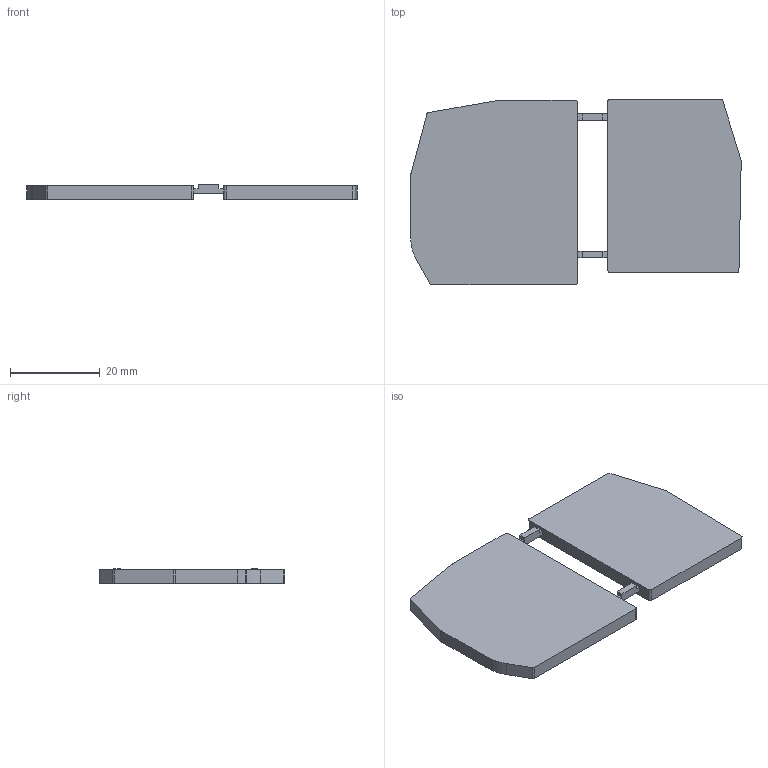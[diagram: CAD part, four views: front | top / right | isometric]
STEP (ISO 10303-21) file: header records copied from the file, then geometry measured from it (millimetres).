
FILE_DESCRIPTION((''),'2;1');
FILE_NAME('SDK16_DP-SET_3D_STEP','2016-06-29T',('Frank Ludolph'),(''),'CREO PARAMETRIC BY PTC INC, 2015290','CREO PARAMETRIC BY PTC INC, 2015290','');
FILE_SCHEMA(('CONFIG_CONTROL_DESIGN'));
Length unit declared in the file: millimetre
Products named in the file (1): SDK16_DP-SET_3D_STEP
Bounding box: 73.73 x 41.45 x 3.25 mm (x, y, z)
Volume: 7752.5 mm3; surface area: 6068.7 mm2
Topology: 1 solids, 1 shells, 46 faces, 126 edges, 84 vertices
Faces by surface type: plane 33, cylinder 13
Entity records: 1508 total; most frequent: CARTESIAN_POINT 278, ORIENTED_EDGE 252, DIRECTION 236, EDGE_CURVE 126, VECTOR 100, LINE 100, VERTEX_POINT 84, AXIS2_PLACEMENT_3D 68
